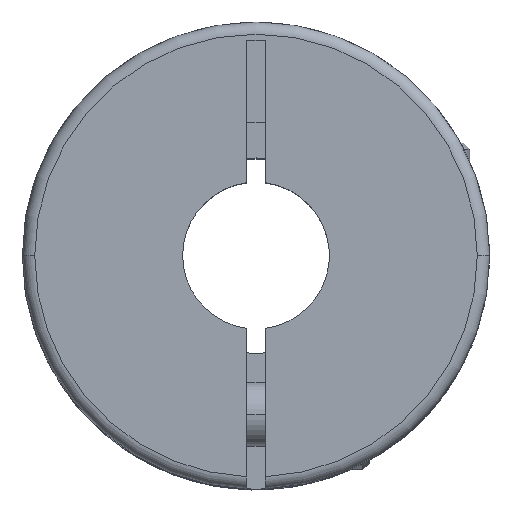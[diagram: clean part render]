
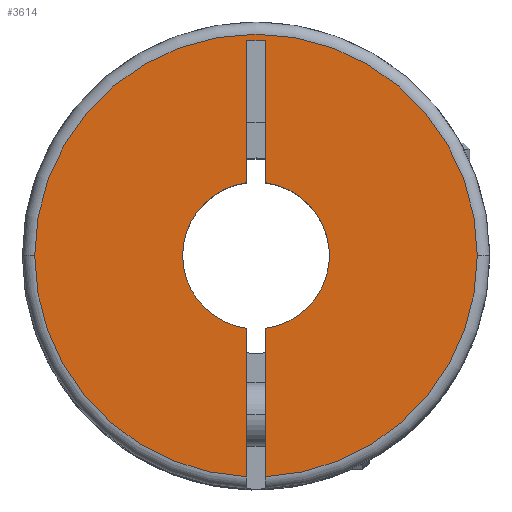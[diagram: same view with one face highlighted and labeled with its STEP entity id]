
A CAD part, top view. The second image highlights one B-rep face of the part: STEP entity #3614.
In plain terms, the highlighted planar face has unit normal (0, 0, 1).
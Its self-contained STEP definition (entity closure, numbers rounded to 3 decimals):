
#29 = ORIENTED_EDGE ( 'NONE', *, *, #954, .F. ) ;
#189 = CIRCLE ( 'NONE', #3781, 9.05 ) ;
#270 = EDGE_CURVE ( 'NONE', #3166, #2181, #2319, .T. ) ;
#292 = DIRECTION ( 'NONE',  ( 0., -1., 0. ) ) ;
#303 = DIRECTION ( 'NONE',  ( 0., 0., -1. ) ) ;
#364 = EDGE_CURVE ( 'NONE', #3163, #1284, #3783, .T. ) ;
#383 = DIRECTION ( 'NONE',  ( -1., 0., 0. ) ) ;
#401 = EDGE_CURVE ( 'NONE', #2519, #2576, #1396, .T. ) ;
#450 = DIRECTION ( 'NONE',  ( 0., -1., 0. ) ) ;
#451 = CARTESIAN_POINT ( 'NONE',  ( 0.375, 2.976, 0. ) ) ;
#491 = EDGE_LOOP ( 'NONE', ( #3791, #1493, #1370, #3872, #29, #1575, #675, #1198, #3854, #2665, #602 ) ) ;
#521 = VERTEX_POINT ( 'NONE', #2440 ) ;
#522 = DIRECTION ( 'NONE',  ( -1., 0., 0. ) ) ;
#545 = AXIS2_PLACEMENT_3D ( 'NONE', #3182, #1087, #450 ) ;
#577 = CARTESIAN_POINT ( 'NONE',  ( 0.375, 8.8, 0. ) ) ;
#580 = DIRECTION ( 'NONE',  ( 0., 0., -1. ) ) ;
#602 = ORIENTED_EDGE ( 'NONE', *, *, #1126, .F. ) ;
#675 = ORIENTED_EDGE ( 'NONE', *, *, #2111, .F. ) ;
#698 = CARTESIAN_POINT ( 'NONE',  ( 0., 0., 0. ) ) ;
#747 = CARTESIAN_POINT ( 'NONE',  ( -3., 0., 0. ) ) ;
#757 = DIRECTION ( 'NONE',  ( 0., 0., -1. ) ) ;
#762 = CARTESIAN_POINT ( 'NONE',  ( 0.375, -9.55, 0. ) ) ;
#777 = PLANE ( 'NONE',  #545 ) ;
#817 = CARTESIAN_POINT ( 'NONE',  ( -0.375, 8.8, 0. ) ) ;
#875 = CARTESIAN_POINT ( 'NONE',  ( 0., 0., 0. ) ) ;
#954 = EDGE_CURVE ( 'NONE', #2576, #2317, #1197, .T. ) ;
#981 = DIRECTION ( 'NONE',  ( -1., 0., 0. ) ) ;
#1037 = CARTESIAN_POINT ( 'NONE',  ( 0.375, -2.976, 0. ) ) ;
#1050 = DIRECTION ( 'NONE',  ( 0., 0., -1. ) ) ;
#1087 = DIRECTION ( 'NONE',  ( 0., 0., -1. ) ) ;
#1123 = AXIS2_PLACEMENT_3D ( 'NONE', #698, #303, #383 ) ;
#1126 = EDGE_CURVE ( 'NONE', #2181, #3163, #189, .T. ) ;
#1144 = DIRECTION ( 'NONE',  ( -1., 0., 0. ) ) ;
#1197 = LINE ( 'NONE', #2676, #2208 ) ;
#1198 = ORIENTED_EDGE ( 'NONE', *, *, #3877, .T. ) ;
#1199 = CARTESIAN_POINT ( 'NONE',  ( -0.375, -9.042, 0. ) ) ;
#1284 = VERTEX_POINT ( 'NONE', #1478 ) ;
#1344 = CARTESIAN_POINT ( 'NONE',  ( 0.375, 8.8, 0. ) ) ;
#1360 = EDGE_CURVE ( 'NONE', #521, #3166, #2992, .T. ) ;
#1370 = ORIENTED_EDGE ( 'NONE', *, *, #2643, .T. ) ;
#1396 = LINE ( 'NONE', #577, #3649 ) ;
#1399 = VERTEX_POINT ( 'NONE', #451 ) ;
#1401 = CARTESIAN_POINT ( 'NONE',  ( -9.05, 0., 0. ) ) ;
#1467 = CARTESIAN_POINT ( 'NONE',  ( 9.05, 0., 0. ) ) ;
#1468 = CARTESIAN_POINT ( 'NONE',  ( 0., 0., 0. ) ) ;
#1478 = CARTESIAN_POINT ( 'NONE',  ( 0.375, -9.042, 0. ) ) ;
#1481 = DIRECTION ( 'NONE',  ( 0., 0., -1. ) ) ;
#1493 = ORIENTED_EDGE ( 'NONE', *, *, #1360, .F. ) ;
#1575 = ORIENTED_EDGE ( 'NONE', *, *, #401, .F. ) ;
#1642 = DIRECTION ( 'NONE',  ( 0., 1., 0. ) ) ;
#1657 = FACE_OUTER_BOUND ( 'NONE', #491, .T. ) ;
#1661 = EDGE_CURVE ( 'NONE', #3325, #2317, #3021, .T. ) ;
#1795 = CIRCLE ( 'NONE', #3761, 3. ) ;
#1797 = VERTEX_POINT ( 'NONE', #1037 ) ;
#1820 = CARTESIAN_POINT ( 'NONE',  ( -0.375, 2.976, 0. ) ) ;
#1826 = DIRECTION ( 'NONE',  ( -1., 0., 0. ) ) ;
#1941 = CIRCLE ( 'NONE', #3780, 3. ) ;
#1945 = AXIS2_PLACEMENT_3D ( 'NONE', #1468, #3231, #2303 ) ;
#2111 = EDGE_CURVE ( 'NONE', #1399, #2519, #2515, .T. ) ;
#2181 = VERTEX_POINT ( 'NONE', #1401 ) ;
#2208 = VECTOR ( 'NONE', #3881, 1000. ) ;
#2303 = DIRECTION ( 'NONE',  ( -1., 0., 0. ) ) ;
#2317 = VERTEX_POINT ( 'NONE', #1820 ) ;
#2319 = CIRCLE ( 'NONE', #2572, 9.05 ) ;
#2362 = CARTESIAN_POINT ( 'NONE',  ( 0., 0., 0. ) ) ;
#2440 = CARTESIAN_POINT ( 'NONE',  ( -0.375, -2.976, 0. ) ) ;
#2515 = LINE ( 'NONE', #762, #3211 ) ;
#2519 = VERTEX_POINT ( 'NONE', #1344 ) ;
#2572 = AXIS2_PLACEMENT_3D ( 'NONE', #3451, #757, #1144 ) ;
#2576 = VERTEX_POINT ( 'NONE', #817 ) ;
#2643 = EDGE_CURVE ( 'NONE', #521, #3325, #1941, .T. ) ;
#2665 = ORIENTED_EDGE ( 'NONE', *, *, #364, .F. ) ;
#2676 = CARTESIAN_POINT ( 'NONE',  ( -0.375, 8.8, 0. ) ) ;
#2824 = VECTOR ( 'NONE', #292, 1000. ) ;
#2902 = CARTESIAN_POINT ( 'NONE',  ( 0.375, -9.55, 0. ) ) ;
#2917 = DIRECTION ( 'NONE',  ( 0., 1., 0. ) ) ;
#2992 = LINE ( 'NONE', #3579, #2824 ) ;
#3021 = CIRCLE ( 'NONE', #1123, 3. ) ;
#3163 = VERTEX_POINT ( 'NONE', #1467 ) ;
#3166 = VERTEX_POINT ( 'NONE', #1199 ) ;
#3182 = CARTESIAN_POINT ( 'NONE',  ( 0., 0., 0. ) ) ;
#3211 = VECTOR ( 'NONE', #1642, 1000. ) ;
#3231 = DIRECTION ( 'NONE',  ( 0., 0., -1. ) ) ;
#3249 = VECTOR ( 'NONE', #2917, 1000. ) ;
#3325 = VERTEX_POINT ( 'NONE', #747 ) ;
#3375 = EDGE_CURVE ( 'NONE', #1284, #1797, #3489, .T. ) ;
#3451 = CARTESIAN_POINT ( 'NONE',  ( 0., 0., 0. ) ) ;
#3489 = LINE ( 'NONE', #2902, #3249 ) ;
#3551 = DIRECTION ( 'NONE',  ( -1., 0., 0. ) ) ;
#3579 = CARTESIAN_POINT ( 'NONE',  ( -0.375, 8.8, 0. ) ) ;
#3614 = ADVANCED_FACE ( 'NONE', ( #1657 ), #777, .F. ) ;
#3649 = VECTOR ( 'NONE', #3551, 1000. ) ;
#3761 = AXIS2_PLACEMENT_3D ( 'NONE', #2362, #1481, #1826 ) ;
#3767 = CARTESIAN_POINT ( 'NONE',  ( 0., 0., 0. ) ) ;
#3780 = AXIS2_PLACEMENT_3D ( 'NONE', #875, #580, #522 ) ;
#3781 = AXIS2_PLACEMENT_3D ( 'NONE', #3767, #1050, #981 ) ;
#3783 = CIRCLE ( 'NONE', #1945, 9.05 ) ;
#3791 = ORIENTED_EDGE ( 'NONE', *, *, #270, .F. ) ;
#3854 = ORIENTED_EDGE ( 'NONE', *, *, #3375, .F. ) ;
#3872 = ORIENTED_EDGE ( 'NONE', *, *, #1661, .T. ) ;
#3877 = EDGE_CURVE ( 'NONE', #1399, #1797, #1795, .T. ) ;
#3881 = DIRECTION ( 'NONE',  ( 0., -1., 0. ) ) ;
